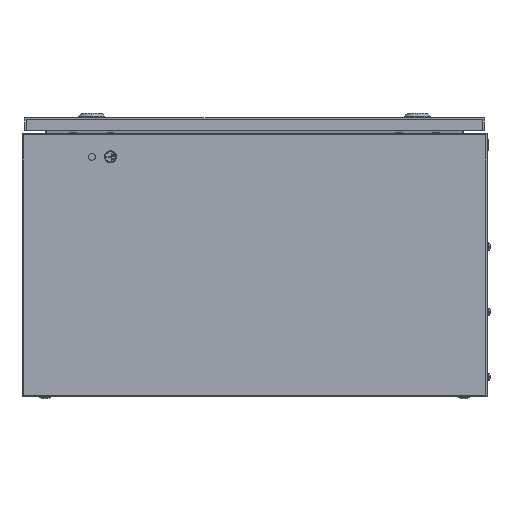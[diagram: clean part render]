
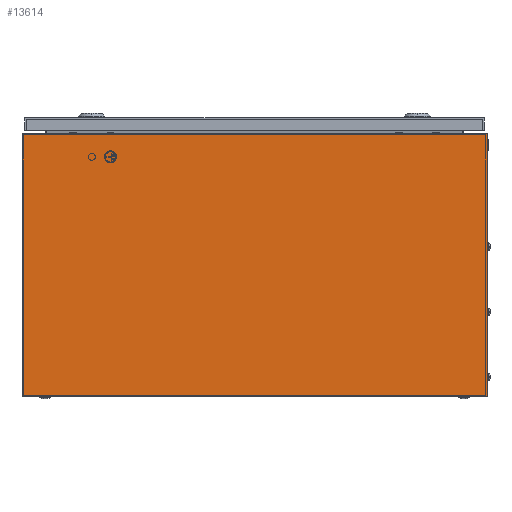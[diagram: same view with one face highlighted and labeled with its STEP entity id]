
A CAD part, left-side view. The second image highlights one B-rep face of the part: STEP entity #13614.
In plain terms, the highlighted planar face has unit normal (-1, 0, 0).
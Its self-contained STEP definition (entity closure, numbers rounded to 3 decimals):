
#1511 = EDGE_CURVE ( 'NONE', #11206, #30119, #45659, .T. ) ;
#2972 = ORIENTED_EDGE ( 'NONE', *, *, #42264, .F. ) ;
#4136 = CARTESIAN_POINT ( 'NONE',  ( 0., 0., 283. ) ) ;
#5715 = CARTESIAN_POINT ( 'NONE',  ( 0., 0., 283. ) ) ;
#5976 = ORIENTED_EDGE ( 'NONE', *, *, #1511, .T. ) ;
#8488 = CARTESIAN_POINT ( 'NONE',  ( 0., 0., 283. ) ) ;
#9508 = VECTOR ( 'NONE', #55629, 1000. ) ;
#11206 = VERTEX_POINT ( 'NONE', #36131 ) ;
#11375 = AXIS2_PLACEMENT_3D ( 'NONE', #8488, #24016, #49991 ) ;
#13614 = ADVANCED_FACE ( 'NONE', ( #18853 ), #55499, .F. ) ;
#18853 = FACE_OUTER_BOUND ( 'NONE', #53293, .T. ) ;
#19826 = CARTESIAN_POINT ( 'NONE',  ( 0., 0., 0. ) ) ;
#19944 = VECTOR ( 'NONE', #21538, 1000. ) ;
#21490 = CARTESIAN_POINT ( 'NONE',  ( 0., 500., 0. ) ) ;
#21538 = DIRECTION ( 'NONE',  ( 0., -1., 0. ) ) ;
#23566 = VERTEX_POINT ( 'NONE', #5715 ) ;
#24016 = DIRECTION ( 'NONE',  ( 1., 0., 0. ) ) ;
#24510 = EDGE_CURVE ( 'NONE', #23566, #61682, #54960, .T. ) ;
#24579 = DIRECTION ( 'NONE',  ( 0., 0., -1. ) ) ;
#30119 = VERTEX_POINT ( 'NONE', #21490 ) ;
#35195 = ORIENTED_EDGE ( 'NONE', *, *, #40861, .T. ) ;
#35603 = LINE ( 'NONE', #4136, #57718 ) ;
#36131 = CARTESIAN_POINT ( 'NONE',  ( 0., 500., 283. ) ) ;
#36277 = DIRECTION ( 'NONE',  ( 0., -1., 0. ) ) ;
#39719 = CARTESIAN_POINT ( 'NONE',  ( 0., 0., 283. ) ) ;
#40861 = EDGE_CURVE ( 'NONE', #30119, #61682, #54401, .T. ) ;
#42264 = EDGE_CURVE ( 'NONE', #11206, #23566, #35603, .T. ) ;
#45042 = ORIENTED_EDGE ( 'NONE', *, *, #24510, .F. ) ;
#45659 = LINE ( 'NONE', #61655, #50331 ) ;
#49991 = DIRECTION ( 'NONE',  ( 0., 0., -1. ) ) ;
#50331 = VECTOR ( 'NONE', #24579, 1000. ) ;
#53293 = EDGE_LOOP ( 'NONE', ( #35195, #45042, #2972, #5976 ) ) ;
#54401 = LINE ( 'NONE', #64107, #19944 ) ;
#54960 = LINE ( 'NONE', #39719, #9508 ) ;
#55499 = PLANE ( 'NONE',  #11375 ) ;
#55629 = DIRECTION ( 'NONE',  ( 0., 0., -1. ) ) ;
#57718 = VECTOR ( 'NONE', #36277, 1000. ) ;
#61655 = CARTESIAN_POINT ( 'NONE',  ( 0., 500., 283. ) ) ;
#61682 = VERTEX_POINT ( 'NONE', #19826 ) ;
#64107 = CARTESIAN_POINT ( 'NONE',  ( 0., 0., 0. ) ) ;
